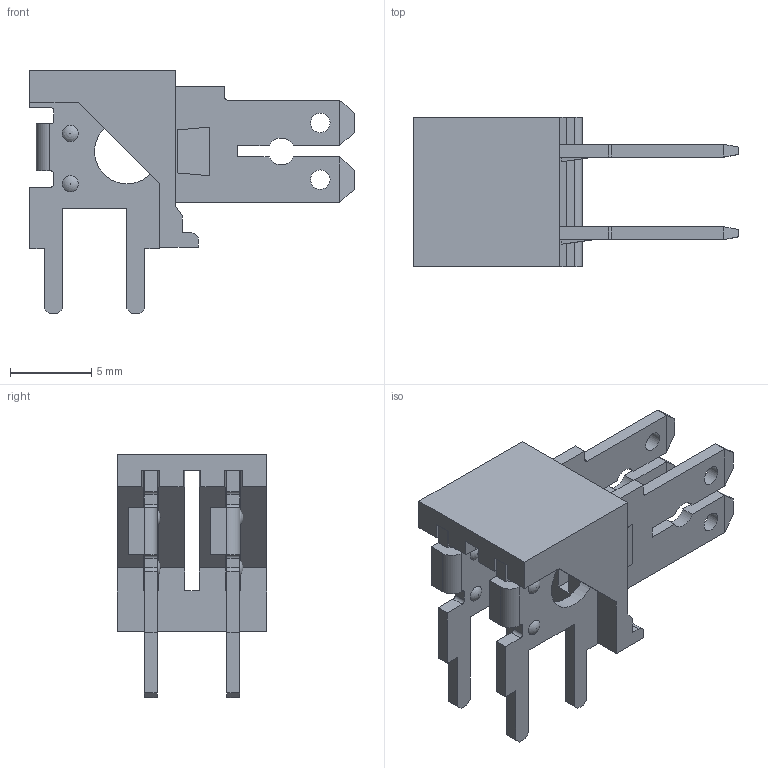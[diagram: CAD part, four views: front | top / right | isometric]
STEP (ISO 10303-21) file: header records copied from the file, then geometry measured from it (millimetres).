
FILE_DESCRIPTION(/* description */ ('Unknown'),/* implementation_level */ '2;1');
FILE_NAME(/* name */ '638207122002',/* time_stamp */ '2020-10-05T10:31:54+02:00',/* author */ ('Unknown'),/* organization */ ('Unknown'),/* preprocessor_version */ 'ST-DEVELOPER v16.7',/* originating_system */ 'DEX',/* authorisation */ $);
FILE_SCHEMA (('AUTOMOTIVE_DESIGN {1 0 10303 214 3 1 1}'));
Length unit declared in the file: millimetre
Products named in the file (3): 6382071220xx; 63800002003; 63800613722
Assembly tree (3 placements, depth 2):
  6382071220xx
    63800002003
    63800613722  x2
Bounding box: 20 x 9.2 x 15 mm (x, y, z)
Volume: 516.1 mm3; surface area: 1311 mm2
Topology: 3 solids, 3 shells, 178 faces, 502 edges, 324 vertices
Faces by surface type: plane 137, cylinder 29, cone 8, torus 4
Full cylindrical faces by diameter (mm): 1.2 x4, 4 x2
Entity records: 3513 total; most frequent: CARTESIAN_POINT 609, ORIENTED_EDGE 598, DIRECTION 557, EDGE_CURVE 299, LINE 265, VECTOR 265, VERTEX_POINT 198, AXIS2_PLACEMENT_3D 146
